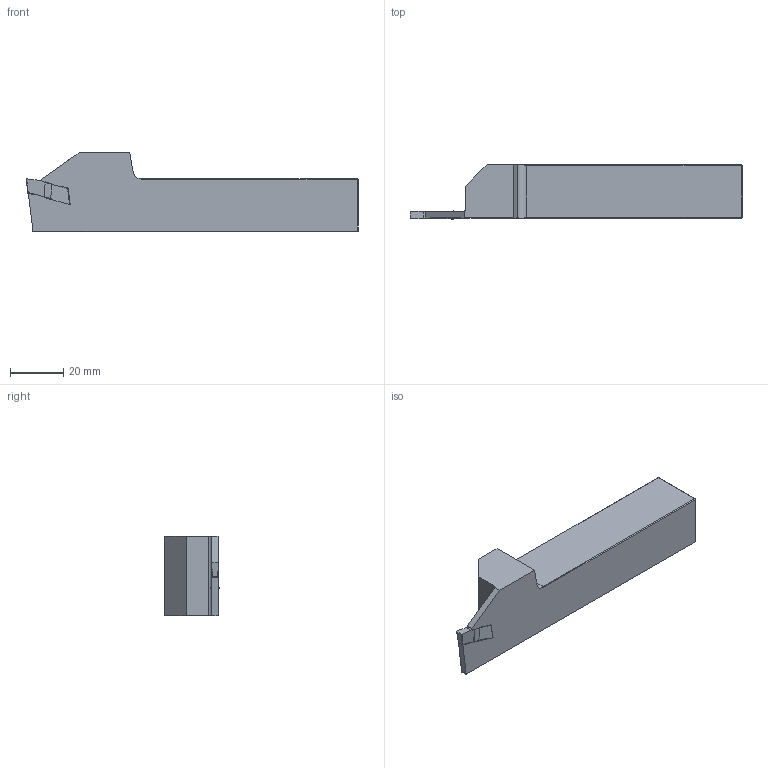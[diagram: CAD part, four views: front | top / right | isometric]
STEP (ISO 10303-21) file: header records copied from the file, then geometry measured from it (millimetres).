
FILE_DESCRIPTION(/* description */ (''),/* implementation_level */ '2;1');
FILE_NAME(/* name */ 'ADKT-IGI-R-2020-3-T20.stp',/* time_stamp */ '2023-10-18T14:00:10+03:00',/* author */ (''),/* organization */ (''),/* preprocessor_version */ 'ST-DEVELOPER v19.4',/* originating_system */ 'SIEMENS PLM Software NX2306.3001',/* authorisation */ '');
FILE_SCHEMA (('AUTOMOTIVE_DESIGN { 1 0 10303 214 3 1 1 1 }'));
Length unit declared in the file: millimetre
Products named in the file (1): ADKT-IGI-R-2020-3-T20
Bounding box: 125 x 20.42 x 30 mm (x, y, z)
Volume: 45570.2 mm3; surface area: 10749.3 mm2
Topology: 2 solids, 2 shells, 51 faces, 129 edges, 82 vertices
Faces by surface type: plane 44, cylinder 7
Entity records: 1667 total; most frequent: CARTESIAN_POINT 263, ORIENTED_EDGE 258, DIRECTION 250, EDGE_CURVE 129, LINE 112, VECTOR 112, VERTEX_POINT 82, AXIS2_PLACEMENT_3D 69
